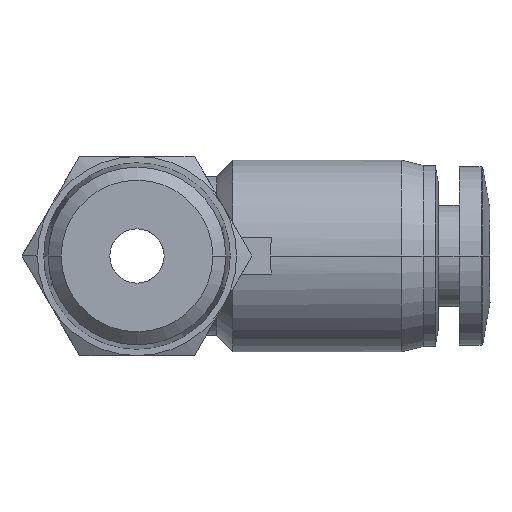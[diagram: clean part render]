
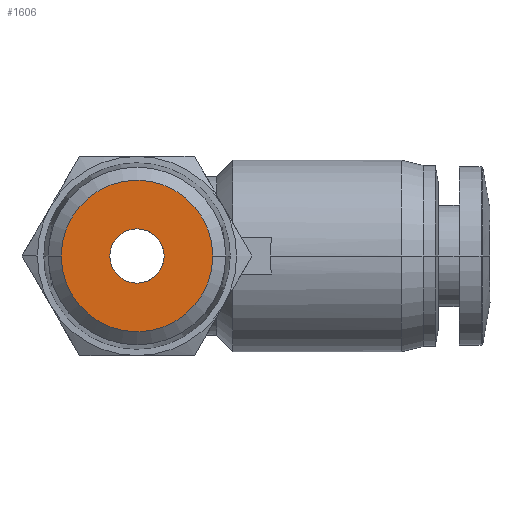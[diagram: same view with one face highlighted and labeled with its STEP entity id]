
A CAD part, front view. The second image highlights one B-rep face of the part: STEP entity #1606.
In plain terms, the highlighted planar face has unit normal (0, -1, 0).
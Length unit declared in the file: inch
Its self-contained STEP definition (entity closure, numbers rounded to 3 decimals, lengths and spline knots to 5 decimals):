
#73 = CARTESIAN_POINT ( 'NONE',  ( 0.16474, -0.5315, 0. ) ) ;
#417 = DIRECTION ( 'NONE',  ( 0., 1., 0. ) ) ;
#760 = FACE_OUTER_BOUND ( 'NONE', #3845, .T. ) ;
#920 = CARTESIAN_POINT ( 'NONE',  ( 0.05906, -0.5315, 0. ) ) ;
#1543 = AXIS2_PLACEMENT_3D ( 'NONE', #5001, #2244, #5438 ) ;
#1554 = CARTESIAN_POINT ( 'NONE',  ( -0.16474, -0.5315, 0. ) ) ;
#1606 = ADVANCED_FACE ( 'NONE', ( #5090, #760 ), #2092, .T. ) ;
#1615 = DIRECTION ( 'NONE',  ( 0., 0., -1. ) ) ;
#1632 = DIRECTION ( 'NONE',  ( 0., -1., 0. ) ) ;
#1649 = CARTESIAN_POINT ( 'NONE',  ( -0.08237, -0.5315, 0. ) ) ;
#2056 = VERTEX_POINT ( 'NONE', #1554 ) ;
#2092 = PLANE ( 'NONE',  #3772 ) ;
#2244 = DIRECTION ( 'NONE',  ( 0., 1., 0. ) ) ;
#2380 = CARTESIAN_POINT ( 'NONE',  ( 0., -0.5315, 0. ) ) ;
#2439 = DIRECTION ( 'NONE',  ( 0., 1., 0. ) ) ;
#2486 = AXIS2_PLACEMENT_3D ( 'NONE', #3163, #417, #3630 ) ;
#2523 = CIRCLE ( 'NONE', #5853, 0.05906 ) ;
#2674 = EDGE_CURVE ( 'NONE', #2056, #3337, #3098, .T. ) ;
#2678 = ORIENTED_EDGE ( 'NONE', *, *, #3692, .T. ) ;
#2784 = EDGE_CURVE ( 'NONE', #3142, #4588, #2523, .T. ) ;
#2857 = DIRECTION ( 'NONE',  ( -1., 0., 0. ) ) ;
#3098 = CIRCLE ( 'NONE', #3134, 0.16474 ) ;
#3134 = AXIS2_PLACEMENT_3D ( 'NONE', #2380, #5565, #2857 ) ;
#3142 = VERTEX_POINT ( 'NONE', #920 ) ;
#3163 = CARTESIAN_POINT ( 'NONE',  ( 0., -0.5315, 0. ) ) ;
#3170 = ORIENTED_EDGE ( 'NONE', *, *, #3706, .F. ) ;
#3231 = EDGE_LOOP ( 'NONE', ( #2678, #4860 ) ) ;
#3337 = VERTEX_POINT ( 'NONE', #73 ) ;
#3629 = CIRCLE ( 'NONE', #1543, 0.05906 ) ;
#3630 = DIRECTION ( 'NONE',  ( -1., 0., 0. ) ) ;
#3692 = EDGE_CURVE ( 'NONE', #4588, #3142, #3629, .T. ) ;
#3706 = EDGE_CURVE ( 'NONE', #3337, #2056, #4715, .T. ) ;
#3772 = AXIS2_PLACEMENT_3D ( 'NONE', #1649, #1632, #1615 ) ;
#3845 = EDGE_LOOP ( 'NONE', ( #5106, #3170 ) ) ;
#4078 = CARTESIAN_POINT ( 'NONE',  ( -0.05906, -0.5315, 0. ) ) ;
#4588 = VERTEX_POINT ( 'NONE', #4078 ) ;
#4715 = CIRCLE ( 'NONE', #2486, 0.16474 ) ;
#4860 = ORIENTED_EDGE ( 'NONE', *, *, #2784, .T. ) ;
#5001 = CARTESIAN_POINT ( 'NONE',  ( 0., -0.5315, 0. ) ) ;
#5090 = FACE_BOUND ( 'NONE', #3231, .T. ) ;
#5106 = ORIENTED_EDGE ( 'NONE', *, *, #2674, .F. ) ;
#5180 = CARTESIAN_POINT ( 'NONE',  ( 0., -0.5315, 0. ) ) ;
#5438 = DIRECTION ( 'NONE',  ( -1., 0., 0. ) ) ;
#5565 = DIRECTION ( 'NONE',  ( 0., 1., 0. ) ) ;
#5615 = DIRECTION ( 'NONE',  ( -1., 0., 0. ) ) ;
#5853 = AXIS2_PLACEMENT_3D ( 'NONE', #5180, #2439, #5615 ) ;
